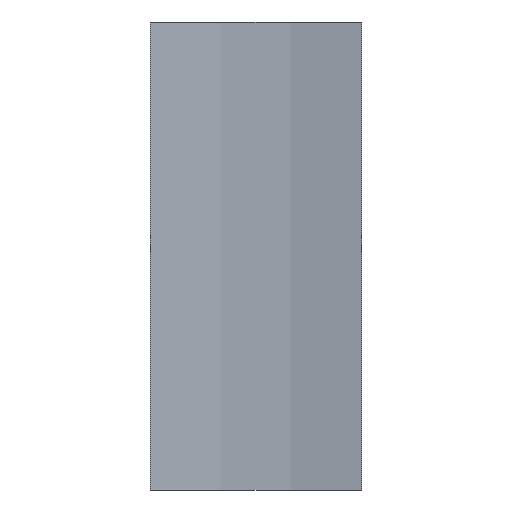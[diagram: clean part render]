
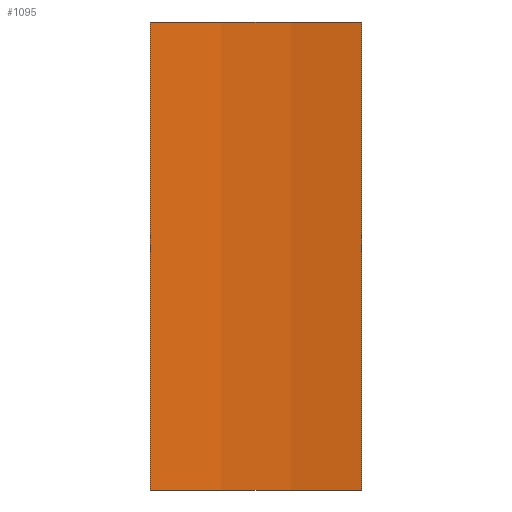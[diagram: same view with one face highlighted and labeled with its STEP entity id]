
A CAD part, left-side view. The second image highlights one B-rep face of the part: STEP entity #1095.
In plain terms, the highlighted cylindrical face has radius 77.228 mm (diameter 154.456 mm), a partial arc.
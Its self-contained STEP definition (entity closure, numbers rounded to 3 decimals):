
#32 = CYLINDRICAL_SURFACE('',#33,75.);
#33 = AXIS2_PLACEMENT_3D('',#34,#35,#36);
#34 = CARTESIAN_POINT('',(0.,-80.,-36.));
#35 = DIRECTION('',(-0.,-0.,-1.));
#36 = DIRECTION('',(1.,0.,0.));
#57 = VERTEX_POINT('',#58);
#58 = CARTESIAN_POINT('',(-39.5,-16.245,36.));
#73 = PLANE('',#74);
#74 = AXIS2_PLACEMENT_3D('',#75,#76,#77);
#75 = CARTESIAN_POINT('',(0.,0.,36.));
#76 = DIRECTION('',(-0.,-0.,-1.));
#77 = DIRECTION('',(-1.,0.,0.));
#89 = EDGE_CURVE('',#90,#57,#92,.T.);
#90 = VERTEX_POINT('',#91);
#91 = CARTESIAN_POINT('',(-39.5,-16.245,-36.));
#92 = SURFACE_CURVE('',#93,(#97,#104),.PCURVE_S1.);
#93 = LINE('',#94,#95);
#94 = CARTESIAN_POINT('',(-39.5,-16.245,-36.));
#95 = VECTOR('',#96,1.);
#96 = DIRECTION('',(0.,0.,1.));
#97 = PCURVE('',#32,#98);
#98 = DEFINITIONAL_REPRESENTATION('',(#99),#103);
#99 = LINE('',#100,#101);
#100 = CARTESIAN_POINT('',(-2.125,0.));
#101 = VECTOR('',#102,1.);
#102 = DIRECTION('',(-0.,-1.));
#103 = ( GEOMETRIC_REPRESENTATION_CONTEXT(2) 
PARAMETRIC_REPRESENTATION_CONTEXT() REPRESENTATION_CONTEXT('2D SPACE',''
  ) );
#104 = PCURVE('',#105,#110);
#105 = CYLINDRICAL_SURFACE('',#106,77.228);
#106 = AXIS2_PLACEMENT_3D('',#107,#108,#109);
#107 = CARTESIAN_POINT('',(-115.,0.,-36.));
#108 = DIRECTION('',(-0.,-0.,-1.));
#109 = DIRECTION('',(1.,0.,0.));
#110 = DEFINITIONAL_REPRESENTATION('',(#111),#115);
#111 = LINE('',#112,#113);
#112 = CARTESIAN_POINT('',(-6.071,0.));
#113 = VECTOR('',#114,1.);
#114 = DIRECTION('',(-0.,-1.));
#115 = ( GEOMETRIC_REPRESENTATION_CONTEXT(2) 
PARAMETRIC_REPRESENTATION_CONTEXT() REPRESENTATION_CONTEXT('2D SPACE',''
  ) );
#132 = PLANE('',#133);
#133 = AXIS2_PLACEMENT_3D('',#134,#135,#136);
#134 = CARTESIAN_POINT('',(0.,0.,-36.));
#135 = DIRECTION('',(-0.,-0.,-1.));
#136 = DIRECTION('',(-1.,0.,0.));
#649 = CYLINDRICAL_SURFACE('',#650,75.);
#650 = AXIS2_PLACEMENT_3D('',#651,#652,#653);
#651 = CARTESIAN_POINT('',(0.,80.,-36.));
#652 = DIRECTION('',(-0.,-0.,-1.));
#653 = DIRECTION('',(1.,0.,0.));
#718 = EDGE_CURVE('',#90,#719,#721,.T.);
#719 = VERTEX_POINT('',#720);
#720 = CARTESIAN_POINT('',(-39.5,16.245,-36.));
#721 = SURFACE_CURVE('',#722,(#727,#738),.PCURVE_S1.);
#722 = CIRCLE('',#723,77.228);
#723 = AXIS2_PLACEMENT_3D('',#724,#725,#726);
#724 = CARTESIAN_POINT('',(-115.,0.,-36.));
#725 = DIRECTION('',(0.,0.,1.));
#726 = DIRECTION('',(1.,0.,0.));
#727 = PCURVE('',#132,#728);
#728 = DEFINITIONAL_REPRESENTATION('',(#729),#737);
#729 = ( BOUNDED_CURVE() B_SPLINE_CURVE(2,(#730,#731,#732,#733,#734,#735
,#736),.UNSPECIFIED.,.T.,.F.) B_SPLINE_CURVE_WITH_KNOTS((1,2,2,2,2,1),(
    -2.094,0.,2.094,4.189,6.283,
8.378),.UNSPECIFIED.) CURVE() GEOMETRIC_REPRESENTATION_ITEM() 
RATIONAL_B_SPLINE_CURVE((1.,0.5,1.,0.5,1.,0.5,1.)) REPRESENTATION_ITEM(
  '') );
#730 = CARTESIAN_POINT('',(37.772,0.));
#731 = CARTESIAN_POINT('',(37.772,133.763));
#732 = CARTESIAN_POINT('',(153.614,66.881));
#733 = CARTESIAN_POINT('',(269.456,0.));
#734 = CARTESIAN_POINT('',(153.614,-66.881));
#735 = CARTESIAN_POINT('',(37.772,-133.763));
#736 = CARTESIAN_POINT('',(37.772,0.));
#737 = ( GEOMETRIC_REPRESENTATION_CONTEXT(2) 
PARAMETRIC_REPRESENTATION_CONTEXT() REPRESENTATION_CONTEXT('2D SPACE',''
  ) );
#738 = PCURVE('',#105,#739);
#739 = DEFINITIONAL_REPRESENTATION('',(#740),#744);
#740 = LINE('',#741,#742);
#741 = CARTESIAN_POINT('',(-0.,0.));
#742 = VECTOR('',#743,1.);
#743 = DIRECTION('',(-1.,0.));
#744 = ( GEOMETRIC_REPRESENTATION_CONTEXT(2) 
PARAMETRIC_REPRESENTATION_CONTEXT() REPRESENTATION_CONTEXT('2D SPACE',''
  ) );
#909 = EDGE_CURVE('',#57,#910,#912,.T.);
#910 = VERTEX_POINT('',#911);
#911 = CARTESIAN_POINT('',(-39.5,16.245,36.));
#912 = SURFACE_CURVE('',#913,(#918,#929),.PCURVE_S1.);
#913 = CIRCLE('',#914,77.228);
#914 = AXIS2_PLACEMENT_3D('',#915,#916,#917);
#915 = CARTESIAN_POINT('',(-115.,0.,36.));
#916 = DIRECTION('',(0.,0.,1.));
#917 = DIRECTION('',(1.,0.,0.));
#918 = PCURVE('',#73,#919);
#919 = DEFINITIONAL_REPRESENTATION('',(#920),#928);
#920 = ( BOUNDED_CURVE() B_SPLINE_CURVE(2,(#921,#922,#923,#924,#925,#926
,#927),.UNSPECIFIED.,.T.,.F.) B_SPLINE_CURVE_WITH_KNOTS((1,2,2,2,2,1),(
    -2.094,0.,2.094,4.189,6.283,
8.378),.UNSPECIFIED.) CURVE() GEOMETRIC_REPRESENTATION_ITEM() 
RATIONAL_B_SPLINE_CURVE((1.,0.5,1.,0.5,1.,0.5,1.)) REPRESENTATION_ITEM(
  '') );
#921 = CARTESIAN_POINT('',(37.772,0.));
#922 = CARTESIAN_POINT('',(37.772,133.763));
#923 = CARTESIAN_POINT('',(153.614,66.881));
#924 = CARTESIAN_POINT('',(269.456,0.));
#925 = CARTESIAN_POINT('',(153.614,-66.881));
#926 = CARTESIAN_POINT('',(37.772,-133.763));
#927 = CARTESIAN_POINT('',(37.772,0.));
#928 = ( GEOMETRIC_REPRESENTATION_CONTEXT(2) 
PARAMETRIC_REPRESENTATION_CONTEXT() REPRESENTATION_CONTEXT('2D SPACE',''
  ) );
#929 = PCURVE('',#105,#930);
#930 = DEFINITIONAL_REPRESENTATION('',(#931),#935);
#931 = LINE('',#932,#933);
#932 = CARTESIAN_POINT('',(-0.,-72.));
#933 = VECTOR('',#934,1.);
#934 = DIRECTION('',(-1.,0.));
#935 = ( GEOMETRIC_REPRESENTATION_CONTEXT(2) 
PARAMETRIC_REPRESENTATION_CONTEXT() REPRESENTATION_CONTEXT('2D SPACE',''
  ) );
#1095 = ADVANCED_FACE('',(#1096),#105,.F.);
#1096 = FACE_BOUND('',#1097,.T.);
#1097 = EDGE_LOOP('',(#1098,#1099,#1100,#1121));
#1098 = ORIENTED_EDGE('',*,*,#89,.T.);
#1099 = ORIENTED_EDGE('',*,*,#909,.T.);
#1100 = ORIENTED_EDGE('',*,*,#1101,.F.);
#1101 = EDGE_CURVE('',#719,#910,#1102,.T.);
#1102 = SURFACE_CURVE('',#1103,(#1107,#1114),.PCURVE_S1.);
#1103 = LINE('',#1104,#1105);
#1104 = CARTESIAN_POINT('',(-39.5,16.245,-36.));
#1105 = VECTOR('',#1106,1.);
#1106 = DIRECTION('',(0.,0.,1.));
#1107 = PCURVE('',#105,#1108);
#1108 = DEFINITIONAL_REPRESENTATION('',(#1109),#1113);
#1109 = LINE('',#1110,#1111);
#1110 = CARTESIAN_POINT('',(-6.495,0.));
#1111 = VECTOR('',#1112,1.);
#1112 = DIRECTION('',(-0.,-1.));
#1113 = ( GEOMETRIC_REPRESENTATION_CONTEXT(2) 
PARAMETRIC_REPRESENTATION_CONTEXT() REPRESENTATION_CONTEXT('2D SPACE',''
  ) );
#1114 = PCURVE('',#649,#1115);
#1115 = DEFINITIONAL_REPRESENTATION('',(#1116),#1120);
#1116 = LINE('',#1117,#1118);
#1117 = CARTESIAN_POINT('',(-4.158,0.));
#1118 = VECTOR('',#1119,1.);
#1119 = DIRECTION('',(-0.,-1.));
#1120 = ( GEOMETRIC_REPRESENTATION_CONTEXT(2) 
PARAMETRIC_REPRESENTATION_CONTEXT() REPRESENTATION_CONTEXT('2D SPACE',''
  ) );
#1121 = ORIENTED_EDGE('',*,*,#718,.F.);
